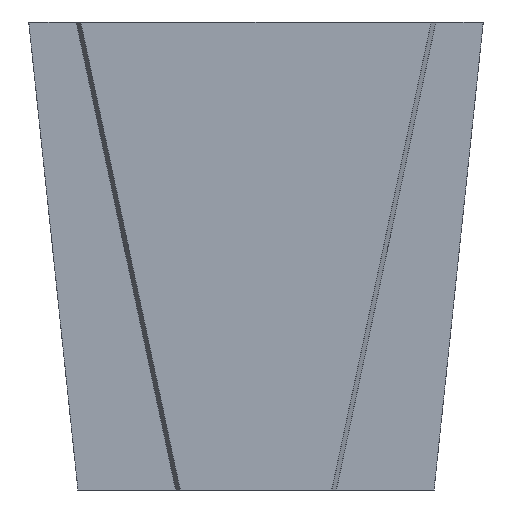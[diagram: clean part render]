
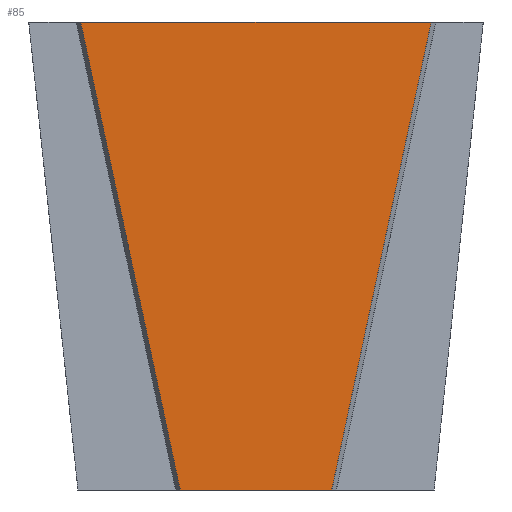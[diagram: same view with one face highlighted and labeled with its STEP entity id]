
A CAD part, left-side view. The second image highlights one B-rep face of the part: STEP entity #85.
In plain terms, the highlighted planar face has unit normal (-1, 0, 0).
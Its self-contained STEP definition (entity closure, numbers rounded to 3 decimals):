
#85=ADVANCED_FACE('',(#131),#108,.F.);
#108=PLANE('',#576);
#131=FACE_OUTER_BOUND('',#162,.T.);
#162=EDGE_LOOP('',(#241,#242,#243,#244));
#241=ORIENTED_EDGE('',*,*,#404,.F.);
#242=ORIENTED_EDGE('',*,*,#405,.T.);
#243=ORIENTED_EDGE('',*,*,#406,.T.);
#244=ORIENTED_EDGE('',*,*,#407,.T.);
#347=VERTEX_POINT('',#820);
#348=VERTEX_POINT('',#821);
#349=VERTEX_POINT('',#823);
#350=VERTEX_POINT('',#825);
#404=EDGE_CURVE('',#347,#348,#465,.T.);
#405=EDGE_CURVE('',#347,#349,#466,.T.);
#406=EDGE_CURVE('',#349,#350,#467,.T.);
#407=EDGE_CURVE('',#350,#348,#468,.T.);
#465=LINE('',#819,#522);
#466=LINE('',#822,#523);
#467=LINE('',#824,#524);
#468=LINE('',#826,#525);
#522=VECTOR('',#672,1.);
#523=VECTOR('',#673,1.);
#524=VECTOR('',#674,1.);
#525=VECTOR('',#675,1.);
#576=AXIS2_PLACEMENT_3D('',#827,#676,#677);
#672=DIRECTION('',(0.,-1.,0.));
#673=DIRECTION('',(0.,-0.208,-0.978));
#674=DIRECTION('',(0.,-1.,0.));
#675=DIRECTION('',(0.,-0.208,0.978));
#676=DIRECTION('',(1.,0.,0.));
#677=DIRECTION('',(0.,0.,-1.));
#819=CARTESIAN_POINT('',(-71.793,34.138,6.272));
#820=CARTESIAN_POINT('',(-71.793,33.115,6.272));
#821=CARTESIAN_POINT('',(-71.793,-18.567,6.272));
#822=CARTESIAN_POINT('',(-71.793,33.159,6.48));
#823=CARTESIAN_POINT('',(-71.793,18.445,-62.728));
#824=CARTESIAN_POINT('',(-71.793,34.138,-62.728));
#825=CARTESIAN_POINT('',(-71.793,-3.897,-62.728));
#826=CARTESIAN_POINT('',(-71.793,-16.288,-4.449));
#827=CARTESIAN_POINT('',(-71.793,34.138,6.272));
